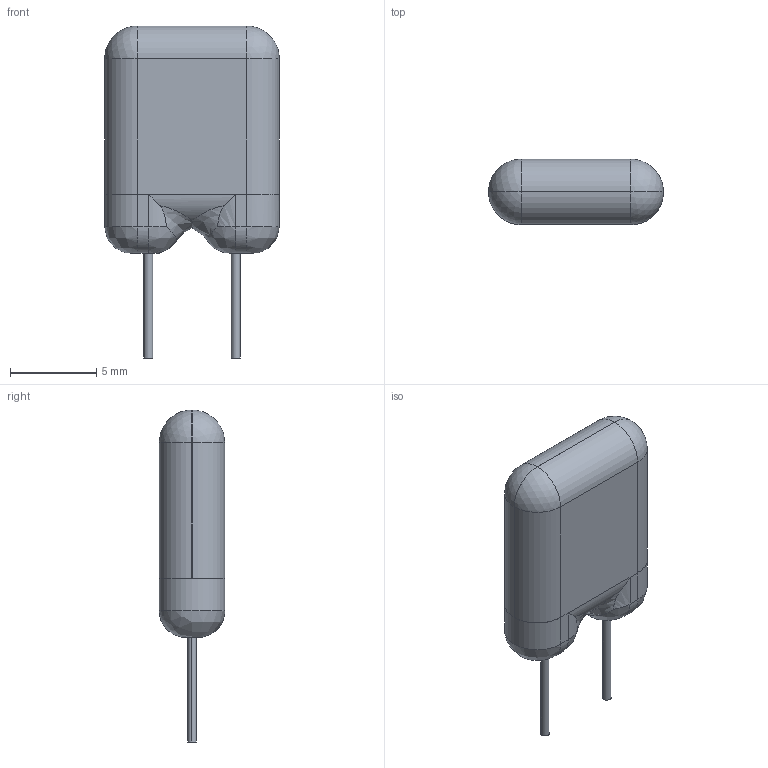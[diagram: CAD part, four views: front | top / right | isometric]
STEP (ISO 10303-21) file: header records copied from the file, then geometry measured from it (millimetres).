
FILE_DESCRIPTION((''),'2;1');
FILE_NAME('CAPRR508-381X1016X1320.stp','2014-11-06T14:40:23',(''),(''),'Mechanical Desktop 2011','Mechanical Desktop 2011',', , ');
FILE_SCHEMA(('AUTOMOTIVE_DESIGN { 1 2 10303 214 1 1 1 1 }'));
Length unit declared in the file: millimetre
Products named in the file (1): Product
Bounding box: 10.16 x 3.81 x 19.3 mm (x, y, z)
Volume: 428.7 mm3; surface area: 374.5 mm2
Topology: 3 solids, 3 shells, 52 faces, 110 edges, 62 vertices
Faces by surface type: cylinder 20, bspline 16, plane 12, sphere 4
Entity records: 4295 total; most frequent: CARTESIAN_POINT 3212, ORIENTED_EDGE 216, DIRECTION 204, EDGE_CURVE 108, AXIS2_PLACEMENT_3D 80, VERTEX_POINT 62, EDGE_LOOP 52, FACE_OUTER_BOUND 52
